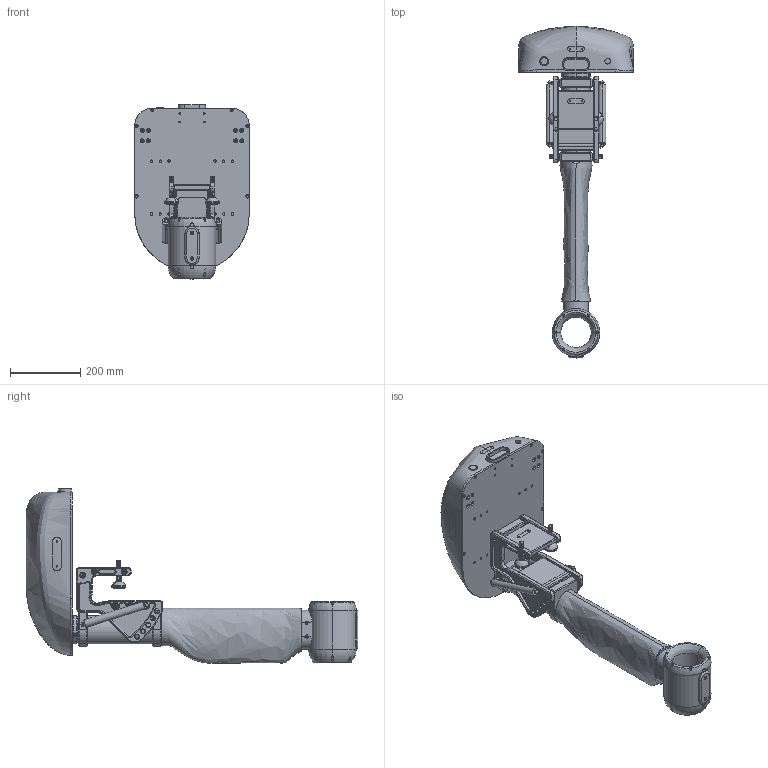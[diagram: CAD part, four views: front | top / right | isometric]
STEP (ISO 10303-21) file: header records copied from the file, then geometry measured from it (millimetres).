
FILE_DESCRIPTION (( 'STEP AP214' ), '1' );
FILE_NAME ('P-104-030-rev-D-086.STEP', '2021-11-11T14:23:42', ( '' ), ( '' ), 'SwSTEP 2.0', 'SolidWorks 2021', '' );
FILE_SCHEMA (( 'AUTOMOTIVE_DESIGN' ));
Length unit declared in the file: millimetre
Products named in the file (1): P-104-030-rev-D-086
Bounding box: 325 x 941.59 x 495.02 mm (x, y, z)
Volume: 20891264.6 mm3; surface area: 1030769.1 mm2
Topology: 1 solids, 6 shells, 2037 faces, 4929 edges, 2986 vertices
Faces by surface type: plane 834, cylinder 636, cone 368, torus 123, bspline 56, sphere 20
Entity records: 124601 total; most frequent: CARTESIAN_POINT 57995, DIRECTION 9780, ORIENTED_EDGE 9668, EDGE_CURVE 4834, AXIS2_PLACEMENT_3D 3752, VERTEX_POINT 2974, LINE 2276, VECTOR 2276
